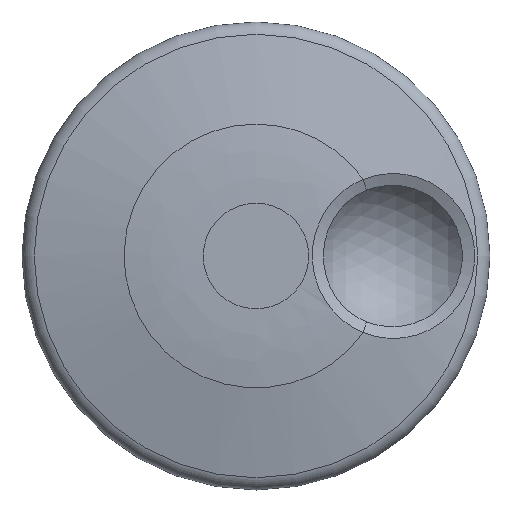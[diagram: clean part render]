
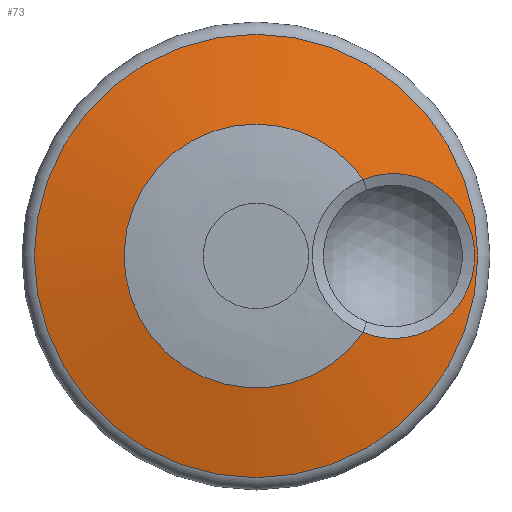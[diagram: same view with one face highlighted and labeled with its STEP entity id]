
A CAD part, front view. The second image highlights one B-rep face of the part: STEP entity #73.
In plain terms, the highlighted spherical face has radius 50 mm.
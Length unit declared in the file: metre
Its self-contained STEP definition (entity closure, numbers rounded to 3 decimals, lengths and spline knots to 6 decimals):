
#73 = ADVANCED_FACE( '', ( #147, #148 ), #149, .T. );
#147 = FACE_OUTER_BOUND( '', #266, .T. );
#148 = FACE_OUTER_BOUND( '', #267, .T. );
#149 = SPHERICAL_SURFACE( '', #268, 0.05 );
#266 = EDGE_LOOP( '', ( #378 ) );
#267 = EDGE_LOOP( '', ( #379, #380 ) );
#268 = AXIS2_PLACEMENT_3D( '', #381, #382, #383 );
#378 = ORIENTED_EDGE( '', *, *, #413, .T. );
#379 = ORIENTED_EDGE( '', *, *, #415, .T. );
#380 = ORIENTED_EDGE( '', *, *, #425, .T. );
#381 = CARTESIAN_POINT( '', ( 0.038027, -0.024149, -0.001939 ) );
#382 = DIRECTION( '', ( 0., -1., 0. ) );
#383 = DIRECTION( '', ( -1., 0., 0. ) );
#413 = EDGE_CURVE( '', #472, #472, #473, .F. );
#415 = EDGE_CURVE( '', #475, #476, #477, .T. );
#425 = EDGE_CURVE( '', #476, #475, #487, .T. );
#472 = VERTEX_POINT( '', #587 );
#473 = CIRCLE( '', #588, 0.013265 );
#475 = VERTEX_POINT( '', #590 );
#476 = VERTEX_POINT( '', #591 );
#477 = CIRCLE( '', #592, 0.007891 );
#487 = CIRCLE( '', #631, 0.004937 );
#587 = CARTESIAN_POINT( '', ( 0.038027, -0.072357, 0.011326 ) );
#588 = AXIS2_PLACEMENT_3D( '', #663, #664, #665 );
#590 = CARTESIAN_POINT( '', ( 0.044447, -0.073522, -0.006527 ) );
#591 = CARTESIAN_POINT( '', ( 0.044447, -0.073522, 0.002649 ) );
#592 = AXIS2_PLACEMENT_3D( '', #666, #667, #668 );
#631 = AXIS2_PLACEMENT_3D( '', #672, #673, #674 );
#663 = CARTESIAN_POINT( '', ( 0.038027, -0.072357, -0.001939 ) );
#664 = DIRECTION( '', ( 0., 1., 0. ) );
#665 = DIRECTION( '', ( 0., 0., 1. ) );
#666 = CARTESIAN_POINT( '', ( 0.038027, -0.073522, -0.001939 ) );
#667 = DIRECTION( '', ( 0., 1., 0. ) );
#668 = DIRECTION( '', ( 0., 0., 1. ) );
#672 = CARTESIAN_POINT( '', ( 0.046245, -0.073221, -0.001939 ) );
#673 = DIRECTION( '', ( -0.165, 0.986, 0. ) );
#674 = DIRECTION( '', ( -0.986, -0.165, 0. ) );
